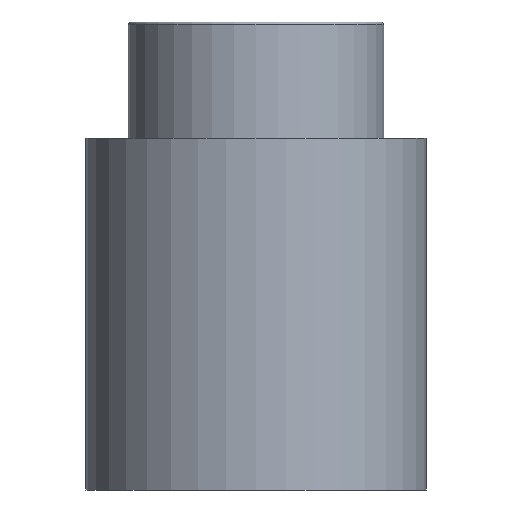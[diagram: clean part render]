
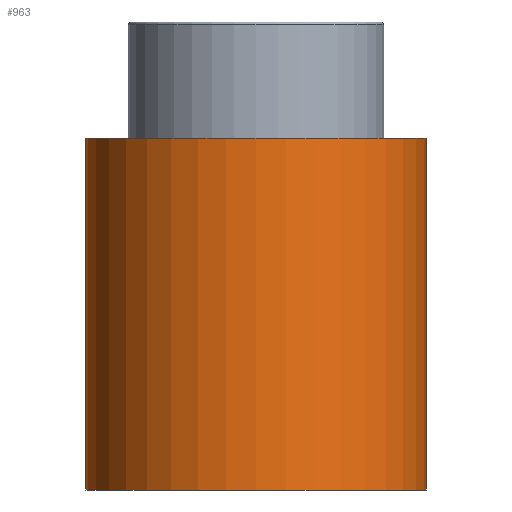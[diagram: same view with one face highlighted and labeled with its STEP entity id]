
A CAD part, front view. The second image highlights one B-rep face of the part: STEP entity #963.
In plain terms, the highlighted cylindrical face has radius 60 mm (diameter 120 mm), a partial arc.
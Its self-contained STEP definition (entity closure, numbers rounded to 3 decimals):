
#14 = CIRCLE ( 'NONE', #702, 60. ) ;
#27 = CARTESIAN_POINT ( 'NONE',  ( -60., 0., 0. ) ) ;
#29 = ORIENTED_EDGE ( 'NONE', *, *, #1187, .T. ) ;
#57 = EDGE_CURVE ( 'NONE', #975, #853, #937, .T. ) ;
#76 = ORIENTED_EDGE ( 'NONE', *, *, #847, .T. ) ;
#110 = CARTESIAN_POINT ( 'NONE',  ( 0., 0., 0. ) ) ;
#111 = CARTESIAN_POINT ( 'NONE',  ( 60., 0., 124. ) ) ;
#113 = CARTESIAN_POINT ( 'NONE',  ( 60., 0., 0. ) ) ;
#190 = CARTESIAN_POINT ( 'NONE',  ( -60., 0., 0. ) ) ;
#245 = DIRECTION ( 'NONE',  ( 0., 0., -1. ) ) ;
#273 = LINE ( 'NONE', #1160, #894 ) ;
#402 = CARTESIAN_POINT ( 'NONE',  ( 0., 0., 0. ) ) ;
#426 = DIRECTION ( 'NONE',  ( 0., 0., -1. ) ) ;
#498 = CARTESIAN_POINT ( 'NONE',  ( -60., 0., 124. ) ) ;
#539 = CARTESIAN_POINT ( 'NONE',  ( 0., 0., 124. ) ) ;
#541 = AXIS2_PLACEMENT_3D ( 'NONE', #402, #245, #593 ) ;
#558 = DIRECTION ( 'NONE',  ( 0., 0., -1. ) ) ;
#567 = VECTOR ( 'NONE', #558, 1000. ) ;
#581 = DIRECTION ( 'NONE',  ( -1., 0., 0. ) ) ;
#593 = DIRECTION ( 'NONE',  ( -1., 0., 0. ) ) ;
#595 = DIRECTION ( 'NONE',  ( -1., 0., 0. ) ) ;
#635 = CYLINDRICAL_SURFACE ( 'NONE', #1221, 60. ) ;
#639 = FACE_OUTER_BOUND ( 'NONE', #1034, .T. ) ;
#702 = AXIS2_PLACEMENT_3D ( 'NONE', #539, #1290, #581 ) ;
#735 = ORIENTED_EDGE ( 'NONE', *, *, #1286, .F. ) ;
#786 = VERTEX_POINT ( 'NONE', #111 ) ;
#847 = EDGE_CURVE ( 'NONE', #786, #1269, #14, .T. ) ;
#853 = VERTEX_POINT ( 'NONE', #190 ) ;
#894 = VECTOR ( 'NONE', #996, 1000. ) ;
#937 = CIRCLE ( 'NONE', #541, 60. ) ;
#963 = ADVANCED_FACE ( 'NONE', ( #639 ), #635, .T. ) ;
#975 = VERTEX_POINT ( 'NONE', #113 ) ;
#996 = DIRECTION ( 'NONE',  ( 0., 0., -1. ) ) ;
#1034 = EDGE_LOOP ( 'NONE', ( #735, #76, #29, #1047 ) ) ;
#1047 = ORIENTED_EDGE ( 'NONE', *, *, #57, .F. ) ;
#1160 = CARTESIAN_POINT ( 'NONE',  ( 60., 0., 0. ) ) ;
#1187 = EDGE_CURVE ( 'NONE', #1269, #853, #1228, .T. ) ;
#1221 = AXIS2_PLACEMENT_3D ( 'NONE', #110, #426, #595 ) ;
#1228 = LINE ( 'NONE', #27, #567 ) ;
#1269 = VERTEX_POINT ( 'NONE', #498 ) ;
#1286 = EDGE_CURVE ( 'NONE', #786, #975, #273, .T. ) ;
#1290 = DIRECTION ( 'NONE',  ( 0., 0., -1. ) ) ;
